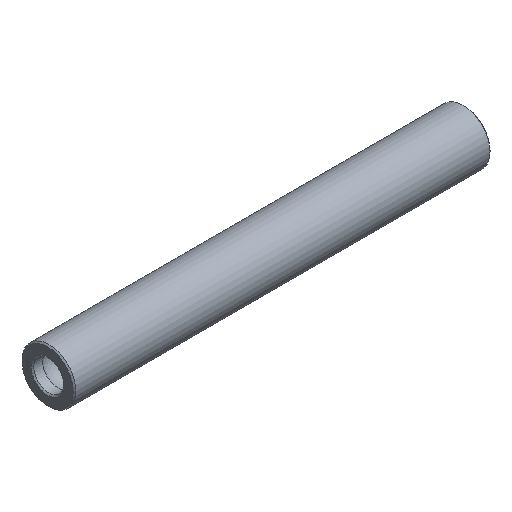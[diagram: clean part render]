
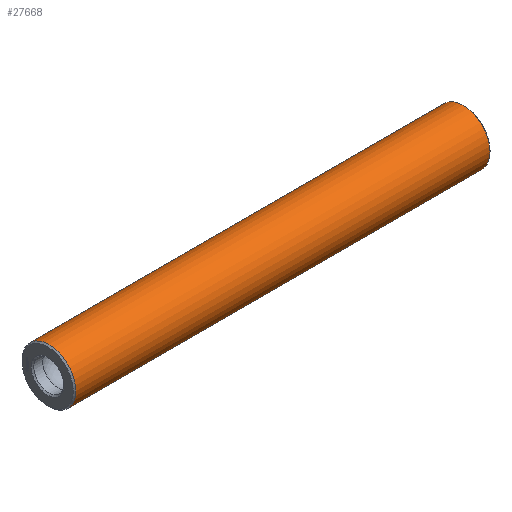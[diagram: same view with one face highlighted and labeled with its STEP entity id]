
A CAD part, isometric view. The second image highlights one B-rep face of the part: STEP entity #27668.
In plain terms, the highlighted cylindrical face has radius 6.25 mm (diameter 12.5 mm), a full revolution.
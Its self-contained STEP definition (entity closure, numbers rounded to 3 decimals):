
#126 = CONICAL_SURFACE('',#127,5.95,0.785);
#127 = AXIS2_PLACEMENT_3D('',#128,#129,#130);
#128 = CARTESIAN_POINT('',(-96.875,0.,0.));
#129 = DIRECTION('',(1.,0.,0.));
#130 = DIRECTION('',(0.,0.,1.));
#10293 = VERTEX_POINT('',#10294);
#10294 = CARTESIAN_POINT('',(-96.575,0.,6.25));
#10315 = EDGE_CURVE('',#10293,#10293,#10316,.T.);
#10316 = SURFACE_CURVE('',#10317,(#10322,#10329),.PCURVE_S1.);
#10317 = CIRCLE('',#10318,6.25);
#10318 = AXIS2_PLACEMENT_3D('',#10319,#10320,#10321);
#10319 = CARTESIAN_POINT('',(-96.575,0.,0.));
#10320 = DIRECTION('',(1.,0.,0.));
#10321 = DIRECTION('',(0.,0.,1.));
#10322 = PCURVE('',#126,#10323);
#10323 = DEFINITIONAL_REPRESENTATION('',(#10324),#10328);
#10324 = LINE('',#10325,#10326);
#10325 = CARTESIAN_POINT('',(0.,0.3));
#10326 = VECTOR('',#10327,1.);
#10327 = DIRECTION('',(1.,0.));
#10328 = ( GEOMETRIC_REPRESENTATION_CONTEXT(2) 
PARAMETRIC_REPRESENTATION_CONTEXT() REPRESENTATION_CONTEXT('2D SPACE',''
  ) );
#10329 = PCURVE('',#10330,#10335);
#10330 = CYLINDRICAL_SURFACE('',#10331,6.25);
#10331 = AXIS2_PLACEMENT_3D('',#10332,#10333,#10334);
#10332 = CARTESIAN_POINT('',(-96.575,0.,0.));
#10333 = DIRECTION('',(1.,0.,0.));
#10334 = DIRECTION('',(0.,0.,1.));
#10335 = DEFINITIONAL_REPRESENTATION('',(#10336),#10340);
#10336 = LINE('',#10337,#10338);
#10337 = CARTESIAN_POINT('',(0.,0.));
#10338 = VECTOR('',#10339,1.);
#10339 = DIRECTION('',(1.,0.));
#10340 = ( GEOMETRIC_REPRESENTATION_CONTEXT(2) 
PARAMETRIC_REPRESENTATION_CONTEXT() REPRESENTATION_CONTEXT('2D SPACE',''
  ) );
#27668 = ADVANCED_FACE('',(#27669),#10330,.T.);
#27669 = FACE_BOUND('',#27670,.T.);
#27670 = EDGE_LOOP('',(#27671,#27672,#27695,#27722));
#27671 = ORIENTED_EDGE('',*,*,#10315,.T.);
#27672 = ORIENTED_EDGE('',*,*,#27673,.T.);
#27673 = EDGE_CURVE('',#10293,#27674,#27676,.T.);
#27674 = VERTEX_POINT('',#27675);
#27675 = CARTESIAN_POINT('',(-0.3,0.,6.25));
#27676 = SEAM_CURVE('',#27677,(#27681,#27688),.PCURVE_S1.);
#27677 = LINE('',#27678,#27679);
#27678 = CARTESIAN_POINT('',(-96.575,0.,6.25));
#27679 = VECTOR('',#27680,1.);
#27680 = DIRECTION('',(1.,0.,0.));
#27681 = PCURVE('',#10330,#27682);
#27682 = DEFINITIONAL_REPRESENTATION('',(#27683),#27687);
#27683 = LINE('',#27684,#27685);
#27684 = CARTESIAN_POINT('',(0.,0.));
#27685 = VECTOR('',#27686,1.);
#27686 = DIRECTION('',(0.,1.));
#27687 = ( GEOMETRIC_REPRESENTATION_CONTEXT(2) 
PARAMETRIC_REPRESENTATION_CONTEXT() REPRESENTATION_CONTEXT('2D SPACE',''
  ) );
#27688 = PCURVE('',#10330,#27689);
#27689 = DEFINITIONAL_REPRESENTATION('',(#27690),#27694);
#27690 = LINE('',#27691,#27692);
#27691 = CARTESIAN_POINT('',(6.283,0.));
#27692 = VECTOR('',#27693,1.);
#27693 = DIRECTION('',(0.,1.));
#27694 = ( GEOMETRIC_REPRESENTATION_CONTEXT(2) 
PARAMETRIC_REPRESENTATION_CONTEXT() REPRESENTATION_CONTEXT('2D SPACE',''
  ) );
#27695 = ORIENTED_EDGE('',*,*,#27696,.F.);
#27696 = EDGE_CURVE('',#27674,#27674,#27697,.T.);
#27697 = SURFACE_CURVE('',#27698,(#27703,#27710),.PCURVE_S1.);
#27698 = CIRCLE('',#27699,6.25);
#27699 = AXIS2_PLACEMENT_3D('',#27700,#27701,#27702);
#27700 = CARTESIAN_POINT('',(-0.3,0.,0.));
#27701 = DIRECTION('',(1.,0.,0.));
#27702 = DIRECTION('',(0.,0.,1.));
#27703 = PCURVE('',#10330,#27704);
#27704 = DEFINITIONAL_REPRESENTATION('',(#27705),#27709);
#27705 = LINE('',#27706,#27707);
#27706 = CARTESIAN_POINT('',(0.,96.275));
#27707 = VECTOR('',#27708,1.);
#27708 = DIRECTION('',(1.,0.));
#27709 = ( GEOMETRIC_REPRESENTATION_CONTEXT(2) 
PARAMETRIC_REPRESENTATION_CONTEXT() REPRESENTATION_CONTEXT('2D SPACE',''
  ) );
#27710 = PCURVE('',#27711,#27716);
#27711 = CONICAL_SURFACE('',#27712,6.25,0.785);
#27712 = AXIS2_PLACEMENT_3D('',#27713,#27714,#27715);
#27713 = CARTESIAN_POINT('',(-0.3,0.,0.));
#27714 = DIRECTION('',(-1.,-0.,-0.));
#27715 = DIRECTION('',(0.,0.,1.));
#27716 = DEFINITIONAL_REPRESENTATION('',(#27717),#27721);
#27717 = LINE('',#27718,#27719);
#27718 = CARTESIAN_POINT('',(-0.,-0.));
#27719 = VECTOR('',#27720,1.);
#27720 = DIRECTION('',(-1.,-0.));
#27721 = ( GEOMETRIC_REPRESENTATION_CONTEXT(2) 
PARAMETRIC_REPRESENTATION_CONTEXT() REPRESENTATION_CONTEXT('2D SPACE',''
  ) );
#27722 = ORIENTED_EDGE('',*,*,#27673,.F.);
